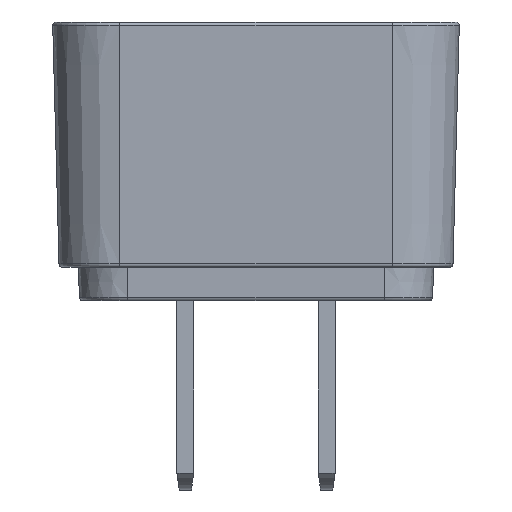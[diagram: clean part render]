
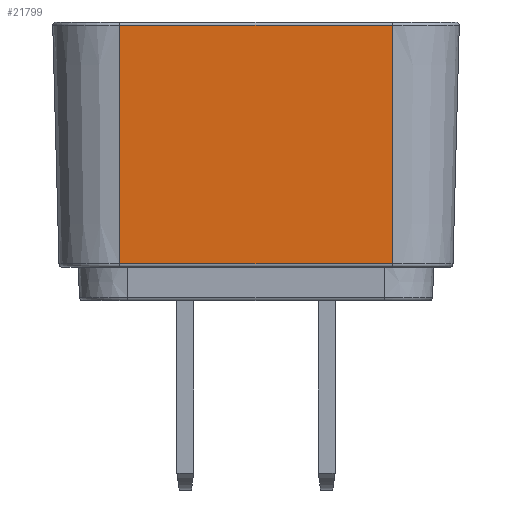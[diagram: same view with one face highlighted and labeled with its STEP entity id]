
A CAD part, left-side view. The second image highlights one B-rep face of the part: STEP entity #21799.
In plain terms, the highlighted face is planar.
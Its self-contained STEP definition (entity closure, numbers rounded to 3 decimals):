
#1550 = EDGE_CURVE ( 'NONE', #12537, #10954, #27827, .T. ) ;
#1609 = LINE ( 'NONE', #20003, #26702 ) ;
#3113 = EDGE_CURVE ( 'NONE', #10385, #10954, #17164, .T. ) ;
#3334 = CARTESIAN_POINT ( 'NONE',  ( 14.621, 12.25, -21.692 ) ) ;
#3667 = CARTESIAN_POINT ( 'NONE',  ( 14.06, -12.25, -0.292 ) ) ;
#4166 = DIRECTION ( 'NONE',  ( 0., 1., 0. ) ) ;
#4889 = CARTESIAN_POINT ( 'NONE',  ( 14.06, 12.25, -0.292 ) ) ;
#5180 = ORIENTED_EDGE ( 'NONE', *, *, #3113, .F. ) ;
#9328 = PLANE ( 'NONE',  #22384 ) ;
#9920 = CARTESIAN_POINT ( 'NONE',  ( 14.621, -12.25, -21.692 ) ) ;
#10154 = EDGE_CURVE ( 'NONE', #10385, #24847, #34534, .T. ) ;
#10385 = VERTEX_POINT ( 'NONE', #25280 ) ;
#10954 = VERTEX_POINT ( 'NONE', #3667 ) ;
#11048 = DIRECTION ( 'NONE',  ( 0., -1., 0. ) ) ;
#12537 = VERTEX_POINT ( 'NONE', #4889 ) ;
#14142 = VECTOR ( 'NONE', #34376, 1000. ) ;
#15691 = EDGE_CURVE ( 'NONE', #24847, #12537, #1609, .T. ) ;
#17164 = LINE ( 'NONE', #31944, #14142 ) ;
#19681 = ORIENTED_EDGE ( 'NONE', *, *, #10154, .T. ) ;
#19800 = FACE_OUTER_BOUND ( 'NONE', #29890, .T. ) ;
#20003 = CARTESIAN_POINT ( 'NONE',  ( 14.629, 12.25, -22. ) ) ;
#20761 = CARTESIAN_POINT ( 'NONE',  ( 14.629, -12.25, -22. ) ) ;
#20884 = VECTOR ( 'NONE', #4166, 1000. ) ;
#21799 = ADVANCED_FACE ( 'NONE', ( #19800 ), #9328, .T. ) ;
#21873 = CARTESIAN_POINT ( 'NONE',  ( 14.06, -12.25, -0.292 ) ) ;
#22384 = AXIS2_PLACEMENT_3D ( 'NONE', #20761, #32364, #35065 ) ;
#22585 = DIRECTION ( 'NONE',  ( -0.026, 0., 1. ) ) ;
#24847 = VERTEX_POINT ( 'NONE', #3334 ) ;
#25280 = CARTESIAN_POINT ( 'NONE',  ( 14.621, -12.25, -21.692 ) ) ;
#26506 = VECTOR ( 'NONE', #11048, 1000. ) ;
#26702 = VECTOR ( 'NONE', #22585, 1000. ) ;
#27827 = LINE ( 'NONE', #21873, #26506 ) ;
#29890 = EDGE_LOOP ( 'NONE', ( #5180, #19681, #30047, #34980 ) ) ;
#30047 = ORIENTED_EDGE ( 'NONE', *, *, #15691, .T. ) ;
#31944 = CARTESIAN_POINT ( 'NONE',  ( 14.629, -12.25, -22. ) ) ;
#32364 = DIRECTION ( 'NONE',  ( 1., 0., 0.026 ) ) ;
#34376 = DIRECTION ( 'NONE',  ( -0.026, 0., 1. ) ) ;
#34534 = LINE ( 'NONE', #9920, #20884 ) ;
#34980 = ORIENTED_EDGE ( 'NONE', *, *, #1550, .T. ) ;
#35065 = DIRECTION ( 'NONE',  ( 0.026, 0., -1. ) ) ;
